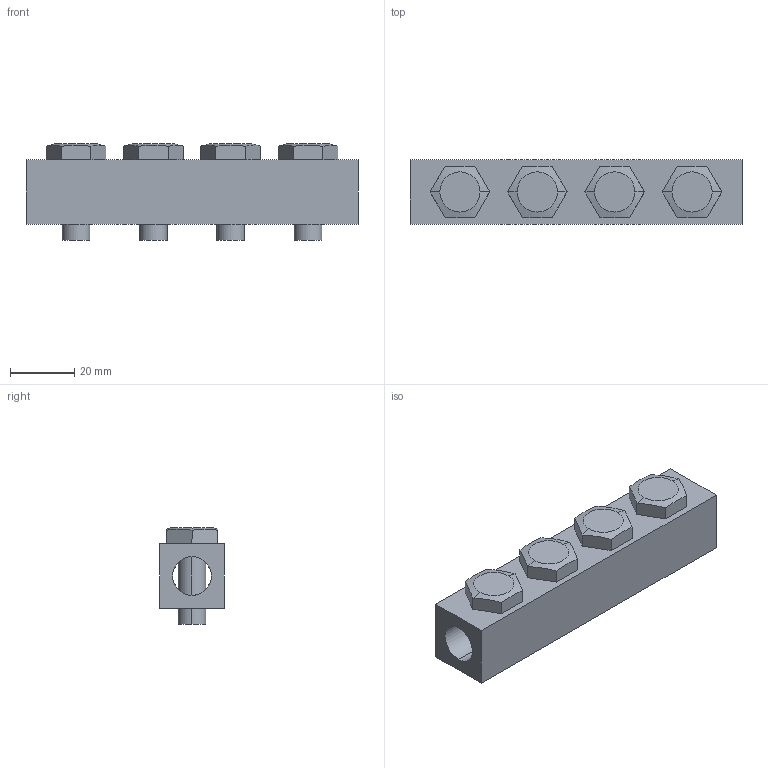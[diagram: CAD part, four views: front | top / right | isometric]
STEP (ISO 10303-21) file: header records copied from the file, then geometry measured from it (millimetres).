
FILE_DESCRIPTION((''),'2;1');
FILE_NAME('00_044_3.stp','2002-11-27T20:54:29',('Branislav Petkovic'),('AZ Pneumatica'),'AutoCAD STEP 2000i','AutoCAD 2000i','Via J. F. Kennedy, 26, 20020 Misinto (MI), ITALY');
FILE_SCHEMA(('CONFIG_CONTROL_DESIGN'));
Length unit declared in the file: millimetre
Products named in the file (3): 00_044_3; PART1; PART2
Assembly tree (5 placements, depth 2):
  00_044_3
    PART1
    PART2  x4
Bounding box: 103 x 20 x 30 mm (x, y, z)
Surface area: 18153.3 mm2 (no closed solid volume)
Topology: 0 solids, 5 shells, 76 faces, 194 edges, 124 vertices
Faces by surface type: plane 42, cylinder 26, cone 8
Entity records: 1895 total; most frequent: CARTESIAN_POINT 771, ORIENTED_EDGE 220, DIRECTION 192, EDGE_CURVE 110, VERTEX_POINT 70, AXIS2_PLACEMENT_3D 69, VECTOR 54, LINE 54
